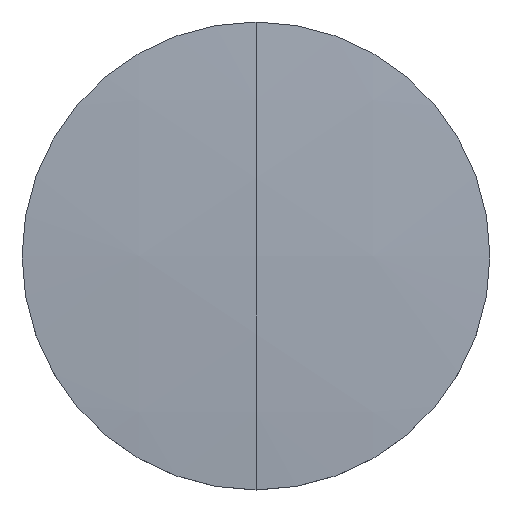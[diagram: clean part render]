
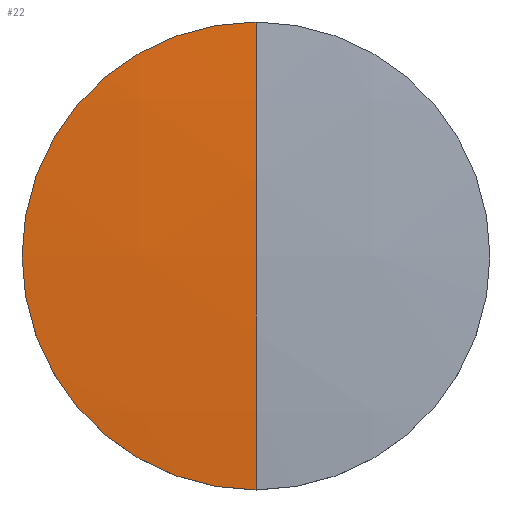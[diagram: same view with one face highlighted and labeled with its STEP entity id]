
A CAD part, top view. The second image highlights one B-rep face of the part: STEP entity #22.
In plain terms, the highlighted spherical face has radius 160.6 mm.
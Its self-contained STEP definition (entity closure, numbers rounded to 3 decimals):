
#4 = VERTEX_POINT ( 'NONE', #84 ) ;
#10 = EDGE_CURVE ( 'NONE', #4, #15, #109, .T. ) ;
#15 = VERTEX_POINT ( 'NONE', #141 ) ;
#17 = EDGE_LOOP ( 'NONE', ( #37, #70, #56, #43 ) ) ;
#22 = ADVANCED_FACE ( 'NONE', ( #140 ), #135, .T. ) ;
#37 = ORIENTED_EDGE ( 'NONE', *, *, #10, .T. ) ;
#42 = EDGE_CURVE ( 'NONE', #15, #57, #104, .T. ) ;
#43 = ORIENTED_EDGE ( 'NONE', *, *, #44, .F. ) ;
#44 = EDGE_CURVE ( 'NONE', #4, #83, #123, .T. ) ;
#56 = ORIENTED_EDGE ( 'NONE', *, *, #82, .T. ) ;
#57 = VERTEX_POINT ( 'NONE', #161 ) ;
#70 = ORIENTED_EDGE ( 'NONE', *, *, #42, .T. ) ;
#82 = EDGE_CURVE ( 'NONE', #57, #83, #194, .T. ) ;
#83 = VERTEX_POINT ( 'NONE', #195 ) ;
#84 = CARTESIAN_POINT ( 'NONE',  ( 0., 12.7, 0.997 ) ) ;
#96 = CARTESIAN_POINT ( 'NONE',  ( 0., 0., 0.997 ) ) ;
#99 = DIRECTION ( 'NONE',  ( 0., 1., 0. ) ) ;
#100 = DIRECTION ( 'NONE',  ( -1., 0., 0. ) ) ;
#101 = CARTESIAN_POINT ( 'NONE',  ( 0., 0., -159.1 ) ) ;
#102 = CARTESIAN_POINT ( 'NONE',  ( 0., 0., 0.997 ) ) ;
#103 = AXIS2_PLACEMENT_3D ( 'NONE', #102, #126, #125 ) ;
#104 = CIRCLE ( 'NONE', #103, 12.7 ) ;
#105 = CARTESIAN_POINT ( 'NONE',  ( 0., 0., -159.1 ) ) ;
#109 = CIRCLE ( 'NONE', #112, 12.7 ) ;
#112 = AXIS2_PLACEMENT_3D ( 'NONE', #96, #139, #132 ) ;
#120 = DIRECTION ( 'NONE',  ( 0., 0., -1. ) ) ;
#121 = DIRECTION ( 'NONE',  ( 1., 0., 0. ) ) ;
#122 = AXIS2_PLACEMENT_3D ( 'NONE', #105, #121, #120 ) ;
#123 = CIRCLE ( 'NONE', #122, 160.6 ) ;
#125 = DIRECTION ( 'NONE',  ( 1., 0., 0. ) ) ;
#126 = DIRECTION ( 'NONE',  ( 0., 0., 1. ) ) ;
#132 = DIRECTION ( 'NONE',  ( 1., 0., 0. ) ) ;
#133 = AXIS2_PLACEMENT_3D ( 'NONE', #101, #100, #99 ) ;
#135 = SPHERICAL_SURFACE ( 'NONE', #133, 160.6 ) ;
#139 = DIRECTION ( 'NONE',  ( 0., 0., 1. ) ) ;
#140 = FACE_OUTER_BOUND ( 'NONE', #17, .T. ) ;
#141 = CARTESIAN_POINT ( 'NONE',  ( -12.7, 0., 0.997 ) ) ;
#161 = CARTESIAN_POINT ( 'NONE',  ( 0., -12.7, 0.997 ) ) ;
#181 = DIRECTION ( 'NONE',  ( 0., -1., 0. ) ) ;
#182 = DIRECTION ( 'NONE',  ( -1., 0., 0. ) ) ;
#183 = CARTESIAN_POINT ( 'NONE',  ( 0., 0., -159.1 ) ) ;
#184 = AXIS2_PLACEMENT_3D ( 'NONE', #183, #182, #181 ) ;
#194 = CIRCLE ( 'NONE', #184, 160.6 ) ;
#195 = CARTESIAN_POINT ( 'NONE',  ( 0., 0., 1.5 ) ) ;
